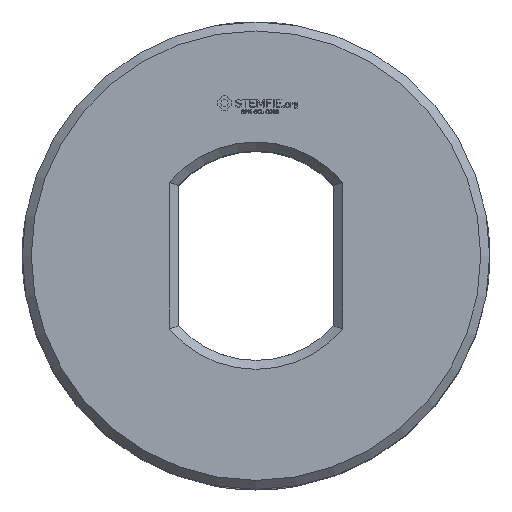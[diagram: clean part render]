
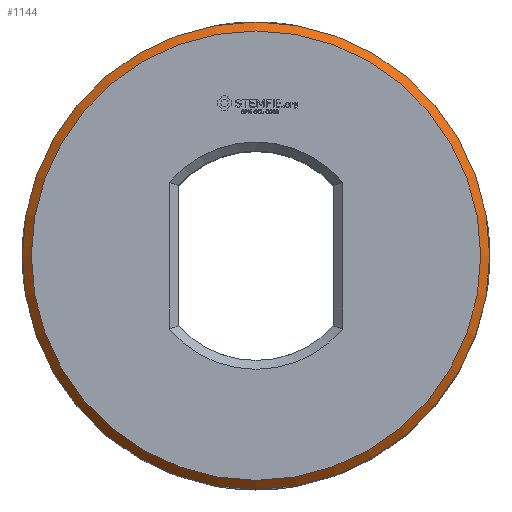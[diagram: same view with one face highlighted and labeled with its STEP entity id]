
A CAD part, top view. The second image highlights one B-rep face of the part: STEP entity #1144.
In plain terms, the highlighted conical face has half-angle 45 degrees and reference radius 7.812 mm.
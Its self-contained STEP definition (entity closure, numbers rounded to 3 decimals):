
#216 = VERTEX_POINT('',#217);
#217 = CARTESIAN_POINT('',(7.813,0.,12.2));
#223 = EDGE_CURVE('',#216,#216,#224,.T.);
#224 = CIRCLE('',#225,7.813);
#225 = AXIS2_PLACEMENT_3D('',#226,#227,#228);
#226 = CARTESIAN_POINT('',(0.,0.,12.2));
#227 = DIRECTION('',(0.,0.,1.));
#228 = DIRECTION('',(1.,0.,0.));
#1144 = ADVANCED_FACE('',(#1145),#1164,.T.);
#1145 = FACE_BOUND('',#1146,.T.);
#1146 = EDGE_LOOP('',(#1147,#1155,#1156,#1157));
#1147 = ORIENTED_EDGE('',*,*,#1148,.F.);
#1148 = EDGE_CURVE('',#216,#1149,#1151,.T.);
#1149 = VERTEX_POINT('',#1150);
#1150 = CARTESIAN_POINT('',(7.513,0.,12.5));
#1151 = LINE('',#1152,#1153);
#1152 = CARTESIAN_POINT('',(7.813,0.,12.2));
#1153 = VECTOR('',#1154,1.);
#1154 = DIRECTION('',(-0.707,0.,0.707));
#1155 = ORIENTED_EDGE('',*,*,#223,.T.);
#1156 = ORIENTED_EDGE('',*,*,#1148,.T.);
#1157 = ORIENTED_EDGE('',*,*,#1158,.F.);
#1158 = EDGE_CURVE('',#1149,#1149,#1159,.T.);
#1159 = CIRCLE('',#1160,7.513);
#1160 = AXIS2_PLACEMENT_3D('',#1161,#1162,#1163);
#1161 = CARTESIAN_POINT('',(0.,0.,12.5));
#1162 = DIRECTION('',(0.,0.,1.));
#1163 = DIRECTION('',(1.,0.,0.));
#1164 = CONICAL_SURFACE('',#1165,7.813,0.785);
#1165 = AXIS2_PLACEMENT_3D('',#1166,#1167,#1168);
#1166 = CARTESIAN_POINT('',(0.,0.,12.2));
#1167 = DIRECTION('',(-0.,-0.,-1.));
#1168 = DIRECTION('',(1.,0.,0.));
